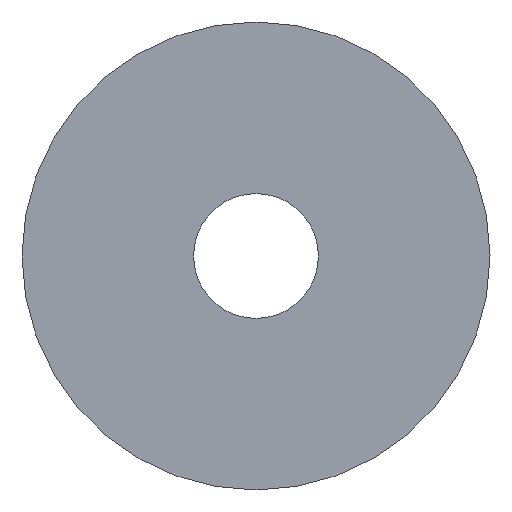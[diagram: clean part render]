
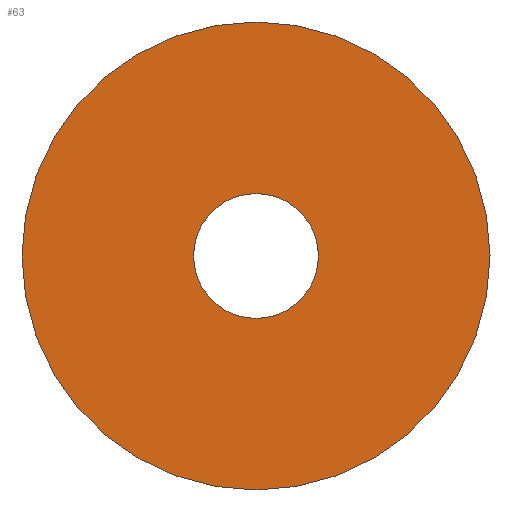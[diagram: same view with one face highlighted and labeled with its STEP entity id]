
A CAD part, left-side view. The second image highlights one B-rep face of the part: STEP entity #63.
In plain terms, the highlighted planar face has unit normal (-1, 0, 0).
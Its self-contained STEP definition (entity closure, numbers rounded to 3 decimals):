
#16=FACE_BOUND('',#27,.T.);
#18=PLANE('',#84);
#21=FACE_OUTER_BOUND('',#26,.T.);
#26=EDGE_LOOP('',(#53));
#27=EDGE_LOOP('',(#54));
#33=CIRCLE('',#80,4.);
#36=CIRCLE('',#85,15.);
#37=VERTEX_POINT('',#109);
#40=VERTEX_POINT('',#118);
#41=EDGE_CURVE('',#37,#37,#33,.T.);
#45=EDGE_CURVE('',#40,#40,#36,.T.);
#53=ORIENTED_EDGE('',*,*,#45,.T.);
#54=ORIENTED_EDGE('',*,*,#41,.F.);
#63=ADVANCED_FACE('',(#21,#16),#18,.T.);
#80=AXIS2_PLACEMENT_3D('',#110,#91,#92);
#84=AXIS2_PLACEMENT_3D('',#117,#100,#101);
#85=AXIS2_PLACEMENT_3D('',#119,#102,#103);
#91=DIRECTION('center_axis',(-1.,0.,0.));
#92=DIRECTION('ref_axis',(0.,1.,0.));
#100=DIRECTION('center_axis',(-1.,0.,0.));
#101=DIRECTION('ref_axis',(0.,0.,1.));
#102=DIRECTION('center_axis',(-1.,0.,0.));
#103=DIRECTION('ref_axis',(0.,0.,-1.));
#109=CARTESIAN_POINT('',(-164.521,-31.527,12.031));
#110=CARTESIAN_POINT('Origin',(-164.521,-27.527,12.031));
#117=CARTESIAN_POINT('Origin',(-164.521,-27.527,12.031));
#118=CARTESIAN_POINT('',(-164.521,-27.527,27.031));
#119=CARTESIAN_POINT('Origin',(-164.521,-27.527,12.031));
